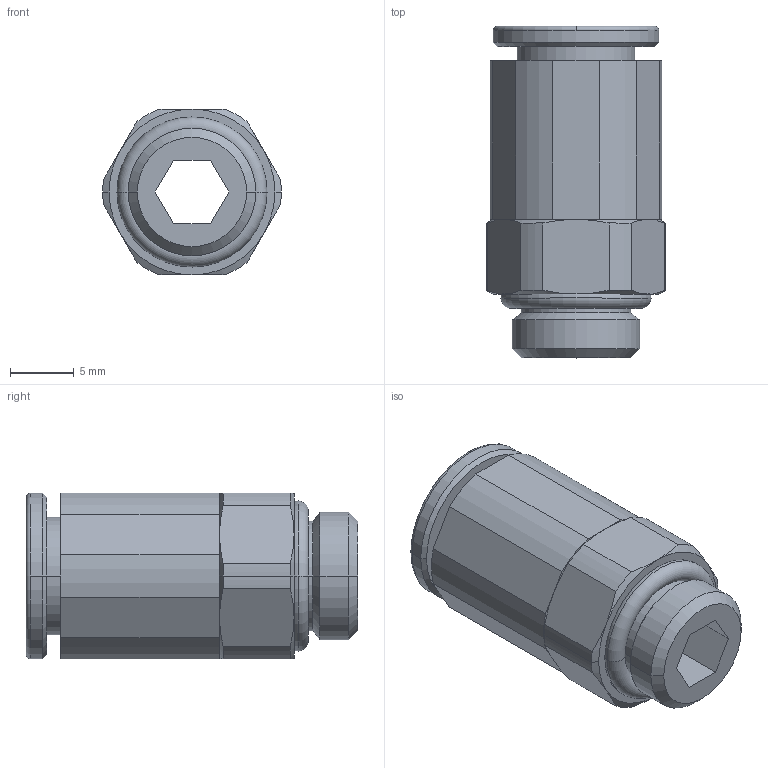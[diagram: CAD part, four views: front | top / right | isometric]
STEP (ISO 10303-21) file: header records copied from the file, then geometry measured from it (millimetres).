
FILE_DESCRIPTION(('STEP AP214'),'1');
FILE_NAME('3101_08_60.stp','2016-07-07T15:00:13',('TraceParts'),('TraceParts S.A.'),'Spatial InterOp 3D',' ',' ');
FILE_SCHEMA(('automotive_design'));
Length unit declared in the file: millimetre
Products named in the file (1): 1
Bounding box: 14 x 26 x 13 mm (x, y, z)
Volume: 2179.6 mm3; surface area: 2027.1 mm2
Topology: 1 solids, 2 shells, 82 faces, 195 edges, 121 vertices
Faces by surface type: cylinder 26, plane 26, cone 22, torus 8
Entity records: 2421 total; most frequent: CARTESIAN_POINT 495, DIRECTION 430, ORIENTED_EDGE 390, EDGE_CURVE 195, AXIS2_PLACEMENT_3D 176, VERTEX_POINT 121, CIRCLE 93, EDGE_LOOP 90
